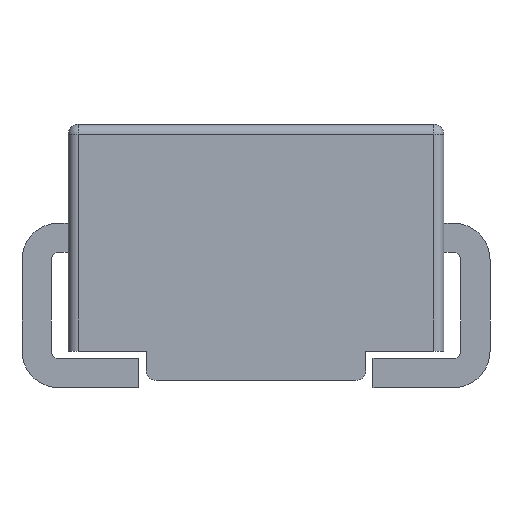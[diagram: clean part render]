
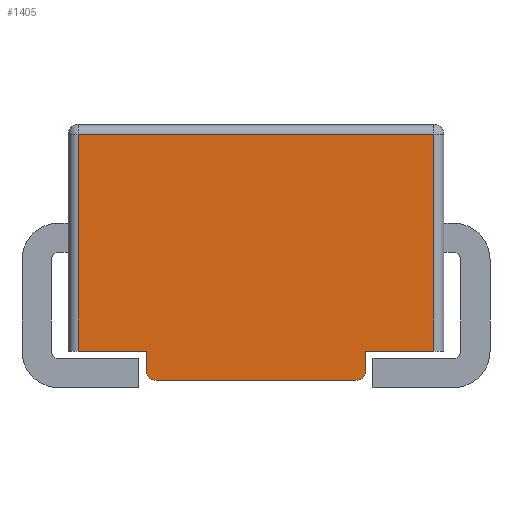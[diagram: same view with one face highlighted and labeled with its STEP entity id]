
A CAD part, front view. The second image highlights one B-rep face of the part: STEP entity #1405.
In plain terms, the highlighted planar face has unit normal (0, -1, 0).
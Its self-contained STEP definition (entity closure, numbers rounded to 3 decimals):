
#1316 = CARTESIAN_POINT ( 'NONE',  ( 0.683, -0.8, 0.05 ) ) ;
#1317 = VERTEX_POINT ( 'NONE', #1316 ) ;
#1318 = CARTESIAN_POINT ( 'NONE',  ( -0.683, -0.8, 0.05 ) ) ;
#1319 = VERTEX_POINT ( 'NONE', #1318 ) ;
#1320 = CARTESIAN_POINT ( 'NONE',  ( 0.75, -0.8, 0.05 ) ) ;
#1321 = DIRECTION ( 'NONE',  ( -1., 0., 0. ) ) ;
#1322 = VECTOR ( 'NONE', #1321, 1000. ) ;
#1323 = LINE ( 'NONE', #1320, #1322 ) ;
#1324 = EDGE_CURVE ( 'NONE', #1317, #1319, #1323, .T. ) ;
#1325 = ORIENTED_EDGE ( 'NONE', *, *, #1324, .F. ) ;
#1326 = CARTESIAN_POINT ( 'NONE',  ( 0.75, -0.8, 0.117 ) ) ;
#1327 = VERTEX_POINT ( 'NONE', #1326 ) ;
#1328 = CARTESIAN_POINT ( 'NONE',  ( 0.683, -0.8, 0.117 ) ) ;
#1329 = DIRECTION ( 'NONE',  ( 0., -1., 0. ) ) ;
#1330 = DIRECTION ( 'NONE',  ( -1., 0., 0. ) ) ;
#1331 = AXIS2_PLACEMENT_3D ( 'NONE', #1328, #1329, #1330 ) ;
#1332 = CIRCLE ( 'NONE', #1331, 0.067) ;
#1333 = EDGE_CURVE ( 'NONE', #1317, #1327, #1332, .T. ) ;
#1334 = ORIENTED_EDGE ( 'NONE', *, *, #1333, .T. ) ;
#1335 = CARTESIAN_POINT ( 'NONE',  ( 0.75, -0.8, 0.25 ) ) ;
#1336 = VERTEX_POINT ( 'NONE', #1335 ) ;
#1337 = CARTESIAN_POINT ( 'NONE',  ( 0.75, -0.8, 0.25 ) ) ;
#1338 = DIRECTION ( 'NONE',  ( 0., 0., -1. ) ) ;
#1339 = VECTOR ( 'NONE', #1338, 1000. ) ;
#1340 = LINE ( 'NONE', #1337, #1339 ) ;
#1341 = EDGE_CURVE ( 'NONE', #1336, #1327, #1340, .T. ) ;
#1342 = ORIENTED_EDGE ( 'NONE', *, *, #1341, .F. ) ;
#1343 = CARTESIAN_POINT ( 'NONE',  ( 1.217, -0.8, 0.25 ) ) ;
#1344 = VERTEX_POINT ( 'NONE', #1343 ) ;
#1345 = CARTESIAN_POINT ( 'NONE',  ( 1.283, -0.8, 0.25 ) ) ;
#1346 = DIRECTION ( 'NONE',  ( -1., 0., 0. ) ) ;
#1347 = VECTOR ( 'NONE', #1346, 1000. ) ;
#1348 = LINE ( 'NONE', #1345, #1347 ) ;
#1349 = EDGE_CURVE ( 'NONE', #1344, #1336, #1348, .T. ) ;
#1350 = ORIENTED_EDGE ( 'NONE', *, *, #1349, .F. ) ;
#1351 = CARTESIAN_POINT ( 'NONE',  ( 1.217, -0.8, 1.733 ) ) ;
#1352 = VERTEX_POINT ( 'NONE', #1351 ) ;
#1353 = CARTESIAN_POINT ( 'NONE',  ( 1.217, -0.8, 1.8 ) ) ;
#1354 = DIRECTION ( 'NONE',  ( 0., 0., 1. ) ) ;
#1355 = VECTOR ( 'NONE', #1354, 1000. ) ;
#1356 = LINE ( 'NONE', #1353, #1355 ) ;
#1357 = EDGE_CURVE ( 'NONE', #1344, #1352, #1356, .T. ) ;
#1358 = ORIENTED_EDGE ( 'NONE', *, *, #1357, .T. ) ;
#1359 = CARTESIAN_POINT ( 'NONE',  ( -1.217, -0.8, 1.733 ) ) ;
#1360 = VERTEX_POINT ( 'NONE', #1359 ) ;
#1361 = CARTESIAN_POINT ( 'NONE',  ( -1.283, -0.8, 1.733 ) ) ;
#1362 = DIRECTION ( 'NONE',  ( -1., 0., 0. ) ) ;
#1363 = VECTOR ( 'NONE', #1362, 1000. ) ;
#1364 = LINE ( 'NONE', #1361, #1363 ) ;
#1365 = EDGE_CURVE ( 'NONE', #1352, #1360, #1364, .T. ) ;
#1366 = ORIENTED_EDGE ( 'NONE', *, *, #1365, .T. ) ;
#1367 = CARTESIAN_POINT ( 'NONE',  ( -1.217, -0.8, 0.25 ) ) ;
#1368 = VERTEX_POINT ( 'NONE', #1367 ) ;
#1369 = CARTESIAN_POINT ( 'NONE',  ( -1.217, -0.8, 1.8 ) ) ;
#1370 = DIRECTION ( 'NONE',  ( 0., 0., -1. ) ) ;
#1371 = VECTOR ( 'NONE', #1370, 1000. ) ;
#1372 = LINE ( 'NONE', #1369, #1371 ) ;
#1373 = EDGE_CURVE ( 'NONE', #1360, #1368, #1372, .T. ) ;
#1374 = ORIENTED_EDGE ( 'NONE', *, *, #1373, .T. ) ;
#1375 = CARTESIAN_POINT ( 'NONE',  ( -0.75, -0.8, 0.25 ) ) ;
#1376 = VERTEX_POINT ( 'NONE', #1375 ) ;
#1377 = CARTESIAN_POINT ( 'NONE',  ( -0.75, -0.8, 0.25 ) ) ;
#1378 = DIRECTION ( 'NONE',  ( -1., 0., 0. ) ) ;
#1379 = VECTOR ( 'NONE', #1378, 1000. ) ;
#1380 = LINE ( 'NONE', #1377, #1379 ) ;
#1381 = EDGE_CURVE ( 'NONE', #1376, #1368, #1380, .T. ) ;
#1382 = ORIENTED_EDGE ( 'NONE', *, *, #1381, .F. ) ;
#1383 = CARTESIAN_POINT ( 'NONE',  ( -0.75, -0.8, 0.117 ) ) ;
#1384 = VERTEX_POINT ( 'NONE', #1383 ) ;
#1385 = CARTESIAN_POINT ( 'NONE',  ( -0.75, -0.8, 0.05 ) ) ;
#1386 = DIRECTION ( 'NONE',  ( 0., 0., 1. ) ) ;
#1387 = VECTOR ( 'NONE', #1386, 1000. ) ;
#1388 = LINE ( 'NONE', #1385, #1387 ) ;
#1389 = EDGE_CURVE ( 'NONE', #1384, #1376, #1388, .T. ) ;
#1390 = ORIENTED_EDGE ( 'NONE', *, *, #1389, .F. ) ;
#1391 = CARTESIAN_POINT ( 'NONE',  ( -0.683, -0.8, 0.117 ) ) ;
#1392 = DIRECTION ( 'NONE',  ( 0., -1., 0. ) ) ;
#1393 = DIRECTION ( 'NONE',  ( -1., 0., 0. ) ) ;
#1394 = AXIS2_PLACEMENT_3D ( 'NONE', #1391, #1392, #1393 ) ;
#1395 = CIRCLE ( 'NONE', #1394, 0.067) ;
#1396 = EDGE_CURVE ( 'NONE', #1384, #1319, #1395, .T. ) ;
#1397 = ORIENTED_EDGE ( 'NONE', *, *, #1396, .T. ) ;
#1398 = EDGE_LOOP ( 'NONE', ( #1325, #1334, #1342, #1350, #1358, #1366, #1374, #1382, #1390, #1397 ) ) ;
#1399 = FACE_OUTER_BOUND ( 'NONE', #1398, .T. ) ;
#1400 = CARTESIAN_POINT ( 'NONE',  ( -1.283, -0.8, 1.8 ) ) ;
#1401 = DIRECTION ( 'NONE',  ( 0., 1., 0. ) ) ;
#1402 = DIRECTION ( 'NONE',  ( -1., 0., 0. ) ) ;
#1403 = AXIS2_PLACEMENT_3D ( 'NONE', #1400, #1401, #1402 ) ;
#1404 = PLANE ( 'NONE', #1403 ) ;
#1405 = ADVANCED_FACE ( 'NONE', ( #1399 ), #1404, .F. ) ;
